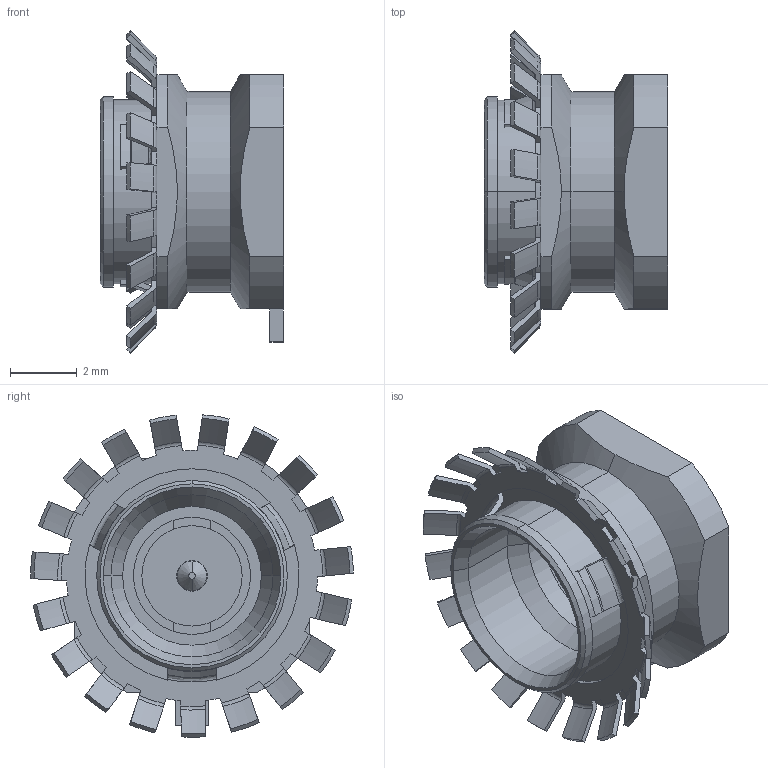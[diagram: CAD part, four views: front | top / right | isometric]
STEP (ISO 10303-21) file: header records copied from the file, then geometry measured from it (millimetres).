
FILE_DESCRIPTION((''),'2;1');
FILE_NAME('PSMP-MSLD-PCSEM','2015-12-10T',('Rajagopal'),(''),'PRO/ENGINEER BY PARAMETRIC TECHNOLOGY CORPORATION, 2014440','PRO/ENGINEER BY PARAMETRIC TECHNOLOGY CORPORATION, 2014440','');
FILE_SCHEMA(('CONFIG_CONTROL_DESIGN'));
Length unit declared in the file: millimetre
Products named in the file (1): PSMP-MSLD-PCSEM
Bounding box: 5.5 x 9.65 x 9.64 mm (x, y, z)
Surface area: 412.9 mm2 (no closed solid volume)
Topology: 0 solids, 6 shells, 251 faces, 742 edges, 500 vertices
Faces by surface type: cone 78, plane 75, cylinder 52, torus 46
Entity records: 11885 total; most frequent: CARTESIAN_POINT 5419, ORIENTED_EDGE 1426, DIRECTION 1248, EDGE_CURVE 742, AXIS2_PLACEMENT_3D 513, VERTEX_POINT 500, CIRCLE 262, EDGE_LOOP 261
